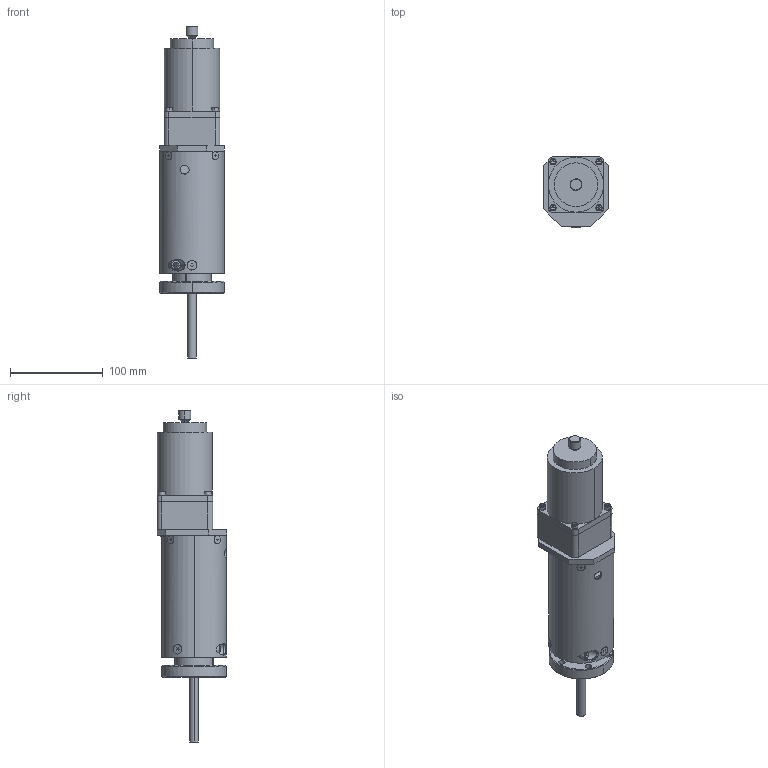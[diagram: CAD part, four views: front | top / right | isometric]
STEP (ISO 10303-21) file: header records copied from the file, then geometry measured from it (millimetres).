
FILE_DESCRIPTION(('FreeCAD Model'),'2;1');
FILE_NAME( 'FRM-CF40-SM.step', '2022-01-20T10:38:59',('Author'),(''), 'Open CASCADE STEP processor 7.3','FreeCAD','Unknown');
FILE_SCHEMA(('AUTOMOTIVE_DESIGN { 1 0 10303 214 1 1 1 1 }'));
Length unit declared in the file: millimetre
Products named in the file (1): FRM-CF40-SM
Bounding box: 69.85 x 75.31 x 357.86 mm (x, y, z)
Surface area: 140496.1 mm2 (no closed solid volume)
Topology: 0 solids, 38 shells, 293 faces, 2314 edges, 6259 vertices
Faces by surface type: plane 119, cylinder 111, cone 59, torus 4
Entity records: 43877 total; most frequent: CARTESIAN_POINT 18810, DIRECTION 4894, LINE 2344, VECTOR 2344, GEOMETRIC_CURVE_SET 1419, ORIENTED_EDGE 1398, PCURVE 1398, DEFINITIONAL_REPRESENTATION 1398
